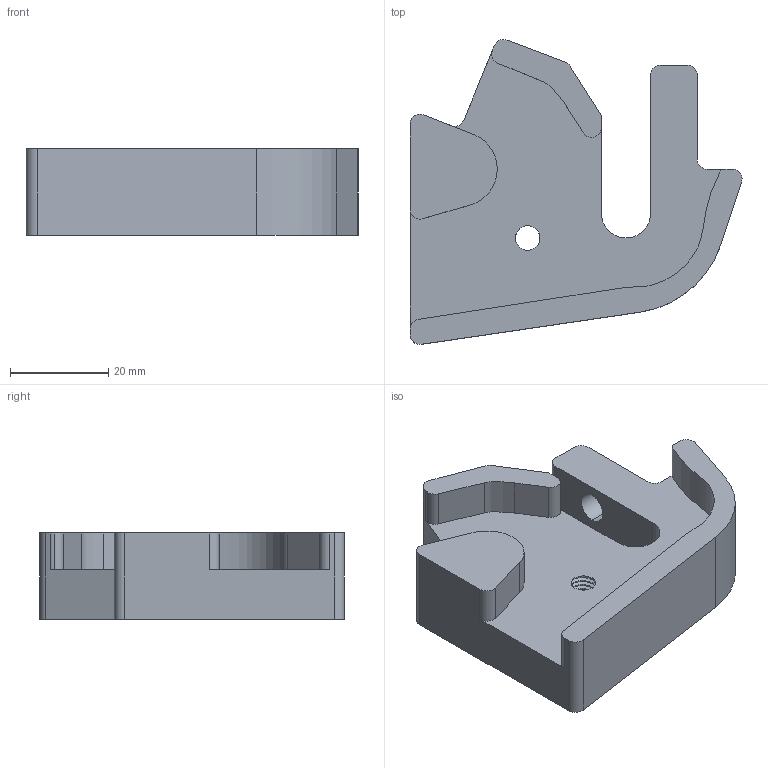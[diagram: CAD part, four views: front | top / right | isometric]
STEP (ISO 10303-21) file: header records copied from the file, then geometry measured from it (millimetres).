
FILE_DESCRIPTION (( 'STEP AP203' ), '1' );
FILE_NAME ('torque arm drive side v2_6 without hangar_less material.STEP', '2022-03-26T12:38:26', ( '' ), ( '' ), 'SwSTEP 2.0', 'SolidWorks 2021', '' );
FILE_SCHEMA (( 'CONFIG_CONTROL_DESIGN' ));
Length unit declared in the file: millimetre
Products named in the file (1): torque arm drive side v2_6 without hangar_less material
Bounding box: 67.55 x 62.04 x 17.5 mm (x, y, z)
Volume: 32600.9 mm3; surface area: 11551.7 mm2
Topology: 1 solids, 1 shells, 117 faces, 335 edges, 218 vertices
Faces by surface type: cylinder 83, plane 24, bspline 8, cone 2
Entity records: 9316 total; most frequent: CARTESIAN_POINT 6561, ORIENTED_EDGE 666, DIRECTION 468, EDGE_CURVE 333, VERTEX_POINT 218, AXIS2_PLACEMENT_3D 157, LINE 154, VECTOR 154
